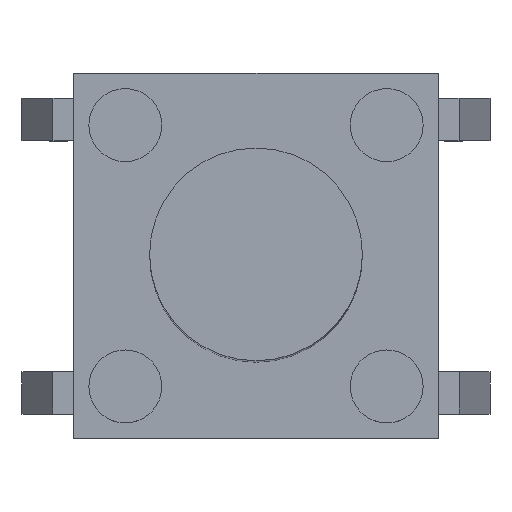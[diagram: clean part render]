
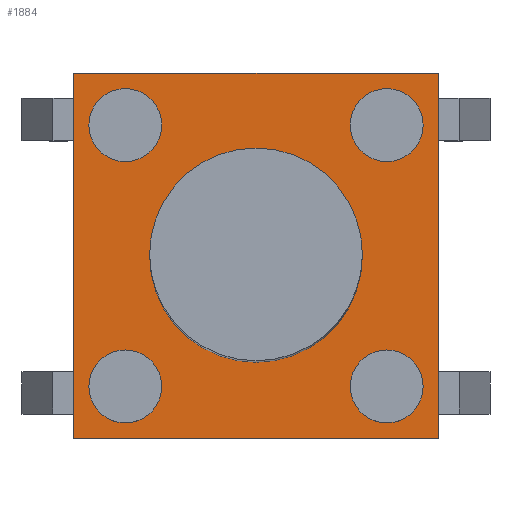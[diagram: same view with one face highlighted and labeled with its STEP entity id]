
A CAD part, top view. The second image highlights one B-rep face of the part: STEP entity #1884.
In plain terms, the highlighted face is planar.
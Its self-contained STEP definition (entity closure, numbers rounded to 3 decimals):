
#69 = AXIS2_PLACEMENT_3D ( 'NONE', #1587, #2328, #2227 ) ;
#113 = CIRCLE ( 'NONE', #69, 1.75 ) ;
#119 = AXIS2_PLACEMENT_3D ( 'NONE', #2003, #858, #2169 ) ;
#132 = CARTESIAN_POINT ( 'NONE',  ( -2.15, 3.4, -2.15 ) ) ;
#154 = DIRECTION ( 'NONE',  ( 0., 0., -1. ) ) ;
#155 = DIRECTION ( 'NONE',  ( 0., 1., 0. ) ) ;
#163 = VERTEX_POINT ( 'NONE', #1957 ) ;
#170 = DIRECTION ( 'NONE',  ( -1., 0., 0. ) ) ;
#179 = EDGE_CURVE ( 'NONE', #1592, #309, #448, .T. ) ;
#209 = EDGE_LOOP ( 'NONE', ( #1717, #731 ) ) ;
#216 = CARTESIAN_POINT ( 'NONE',  ( -1.75, 3.4, 0. ) ) ;
#252 = CARTESIAN_POINT ( 'NONE',  ( -3., 3.4, -3. ) ) ;
#256 = CARTESIAN_POINT ( 'NONE',  ( -1.55, 3.4, -2.15 ) ) ;
#278 = CARTESIAN_POINT ( 'NONE',  ( -2.15, 3.4, 2.15 ) ) ;
#309 = VERTEX_POINT ( 'NONE', #2392 ) ;
#316 = CIRCLE ( 'NONE', #963, 0.6 ) ;
#333 = EDGE_CURVE ( 'NONE', #1113, #1391, #2284, .T. ) ;
#334 = EDGE_LOOP ( 'NONE', ( #667, #2112 ) ) ;
#351 = LINE ( 'NONE', #1863, #2186 ) ;
#417 = DIRECTION ( 'NONE',  ( 0., 1., 0. ) ) ;
#447 = ORIENTED_EDGE ( 'NONE', *, *, #2412, .F. ) ;
#448 = CIRCLE ( 'NONE', #1705, 0.6 ) ;
#453 = EDGE_CURVE ( 'NONE', #163, #1553, #2039, .T. ) ;
#471 = VECTOR ( 'NONE', #2326, 1000. ) ;
#502 = CARTESIAN_POINT ( 'NONE',  ( 2.75, 3.4, -2.15 ) ) ;
#515 = EDGE_CURVE ( 'NONE', #1253, #1306, #1501, .T. ) ;
#572 = CARTESIAN_POINT ( 'NONE',  ( 0., 3.4, 0. ) ) ;
#630 = EDGE_CURVE ( 'NONE', #309, #1592, #660, .T. ) ;
#637 = ORIENTED_EDGE ( 'NONE', *, *, #1090, .F. ) ;
#660 = CIRCLE ( 'NONE', #2060, 0.6 ) ;
#667 = ORIENTED_EDGE ( 'NONE', *, *, #630, .F. ) ;
#679 = FACE_BOUND ( 'NONE', #209, .T. ) ;
#688 = VERTEX_POINT ( 'NONE', #252 ) ;
#731 = ORIENTED_EDGE ( 'NONE', *, *, #1298, .F. ) ;
#774 = AXIS2_PLACEMENT_3D ( 'NONE', #572, #1699, #170 ) ;
#825 = DIRECTION ( 'NONE',  ( 0., 1., 0. ) ) ;
#827 = VERTEX_POINT ( 'NONE', #1541 ) ;
#840 = ORIENTED_EDGE ( 'NONE', *, *, #1250, .F. ) ;
#848 = DIRECTION ( 'NONE',  ( 0., 0., -1. ) ) ;
#858 = DIRECTION ( 'NONE',  ( 0., 1., 0. ) ) ;
#861 = FACE_BOUND ( 'NONE', #2199, .T. ) ;
#872 = FACE_BOUND ( 'NONE', #1280, .T. ) ;
#910 = CARTESIAN_POINT ( 'NONE',  ( 3., 3.4, 3. ) ) ;
#935 = CARTESIAN_POINT ( 'NONE',  ( 1.55, 3.4, -2.15 ) ) ;
#960 = CARTESIAN_POINT ( 'NONE',  ( 3., 3.4, 3. ) ) ;
#963 = AXIS2_PLACEMENT_3D ( 'NONE', #1902, #1289, #2244 ) ;
#1001 = DIRECTION ( 'NONE',  ( 0., 1., 0. ) ) ;
#1012 = CARTESIAN_POINT ( 'NONE',  ( 2.15, 3.4, -2.15 ) ) ;
#1032 = CARTESIAN_POINT ( 'NONE',  ( 2.15, 3.4, 2.15 ) ) ;
#1060 = CARTESIAN_POINT ( 'NONE',  ( 1.75, 3.4, 0. ) ) ;
#1090 = EDGE_CURVE ( 'NONE', #1553, #688, #351, .T. ) ;
#1091 = DIRECTION ( 'NONE',  ( 1., 0., 0. ) ) ;
#1098 = ORIENTED_EDGE ( 'NONE', *, *, #2006, .F. ) ;
#1113 = VERTEX_POINT ( 'NONE', #216 ) ;
#1169 = EDGE_CURVE ( 'NONE', #1815, #2095, #2150, .T. ) ;
#1178 = VECTOR ( 'NONE', #1657, 1000. ) ;
#1192 = EDGE_CURVE ( 'NONE', #1396, #688, #2302, .T. ) ;
#1203 = CIRCLE ( 'NONE', #119, 0.6 ) ;
#1204 = ORIENTED_EDGE ( 'NONE', *, *, #2296, .F. ) ;
#1225 = CARTESIAN_POINT ( 'NONE',  ( 2.15, 3.4, 2.15 ) ) ;
#1235 = VECTOR ( 'NONE', #154, 1000. ) ;
#1239 = PLANE ( 'NONE',  #1648 ) ;
#1242 = AXIS2_PLACEMENT_3D ( 'NONE', #132, #155, #1287 ) ;
#1250 = EDGE_CURVE ( 'NONE', #827, #1385, #1802, .T. ) ;
#1253 = VERTEX_POINT ( 'NONE', #256 ) ;
#1280 = EDGE_LOOP ( 'NONE', ( #2350, #447 ) ) ;
#1286 = CARTESIAN_POINT ( 'NONE',  ( -2.75, 3.4, -2.15 ) ) ;
#1287 = DIRECTION ( 'NONE',  ( 1., 0., 0. ) ) ;
#1289 = DIRECTION ( 'NONE',  ( 0., 1., 0. ) ) ;
#1298 = EDGE_CURVE ( 'NONE', #1391, #1113, #113, .T. ) ;
#1306 = VERTEX_POINT ( 'NONE', #1286 ) ;
#1327 = DIRECTION ( 'NONE',  ( 0., 0., -1. ) ) ;
#1385 = VERTEX_POINT ( 'NONE', #2065 ) ;
#1391 = VERTEX_POINT ( 'NONE', #1060 ) ;
#1393 = FACE_BOUND ( 'NONE', #2146, .T. ) ;
#1396 = VERTEX_POINT ( 'NONE', #1470 ) ;
#1410 = EDGE_CURVE ( 'NONE', #163, #1396, #1697, .T. ) ;
#1412 = ORIENTED_EDGE ( 'NONE', *, *, #1169, .F. ) ;
#1422 = FACE_BOUND ( 'NONE', #334, .T. ) ;
#1445 = DIRECTION ( 'NONE',  ( 0., -1., 0. ) ) ;
#1454 = CARTESIAN_POINT ( 'NONE',  ( -2.15, 3.4, -2.15 ) ) ;
#1470 = CARTESIAN_POINT ( 'NONE',  ( 3., 3.4, -3. ) ) ;
#1479 = DIRECTION ( 'NONE',  ( 0., 1., 0. ) ) ;
#1501 = CIRCLE ( 'NONE', #1945, 0.6 ) ;
#1513 = ORIENTED_EDGE ( 'NONE', *, *, #1192, .T. ) ;
#1541 = CARTESIAN_POINT ( 'NONE',  ( -1.55, 3.4, 2.15 ) ) ;
#1553 = VERTEX_POINT ( 'NONE', #2276 ) ;
#1559 = DIRECTION ( 'NONE',  ( 1., 0., 0. ) ) ;
#1581 = EDGE_LOOP ( 'NONE', ( #1513, #637, #1996, #2274 ) ) ;
#1587 = CARTESIAN_POINT ( 'NONE',  ( 0., 3.4, 0. ) ) ;
#1592 = VERTEX_POINT ( 'NONE', #1595 ) ;
#1595 = CARTESIAN_POINT ( 'NONE',  ( 1.55, 3.4, 2.15 ) ) ;
#1614 = CIRCLE ( 'NONE', #1242, 0.6 ) ;
#1648 = AXIS2_PLACEMENT_3D ( 'NONE', #2162, #1445, #848 ) ;
#1657 = DIRECTION ( 'NONE',  ( -1., 0., 0. ) ) ;
#1697 = LINE ( 'NONE', #960, #1235 ) ;
#1699 = DIRECTION ( 'NONE',  ( 0., 1., 0. ) ) ;
#1705 = AXIS2_PLACEMENT_3D ( 'NONE', #1225, #825, #1991 ) ;
#1717 = ORIENTED_EDGE ( 'NONE', *, *, #333, .F. ) ;
#1802 = CIRCLE ( 'NONE', #1804, 0.6 ) ;
#1804 = AXIS2_PLACEMENT_3D ( 'NONE', #278, #1001, #1979 ) ;
#1815 = VERTEX_POINT ( 'NONE', #935 ) ;
#1825 = FACE_OUTER_BOUND ( 'NONE', #1581, .T. ) ;
#1863 = CARTESIAN_POINT ( 'NONE',  ( -3., 3.4, 3. ) ) ;
#1884 = ADVANCED_FACE ( 'NONE', ( #1393, #861, #679, #1422, #872, #1825 ), #1239, .F. ) ;
#1902 = CARTESIAN_POINT ( 'NONE',  ( -2.15, 3.4, 2.15 ) ) ;
#1945 = AXIS2_PLACEMENT_3D ( 'NONE', #1454, #1479, #1091 ) ;
#1954 = CARTESIAN_POINT ( 'NONE',  ( 3., 3.4, -3. ) ) ;
#1957 = CARTESIAN_POINT ( 'NONE',  ( 3., 3.4, 3. ) ) ;
#1979 = DIRECTION ( 'NONE',  ( 1., 0., 0. ) ) ;
#1991 = DIRECTION ( 'NONE',  ( 1., 0., 0. ) ) ;
#1996 = ORIENTED_EDGE ( 'NONE', *, *, #453, .F. ) ;
#2003 = CARTESIAN_POINT ( 'NONE',  ( 2.15, 3.4, -2.15 ) ) ;
#2006 = EDGE_CURVE ( 'NONE', #1385, #827, #316, .T. ) ;
#2012 = DIRECTION ( 'NONE',  ( 1., 0., 0. ) ) ;
#2039 = LINE ( 'NONE', #910, #1178 ) ;
#2060 = AXIS2_PLACEMENT_3D ( 'NONE', #1032, #2336, #2012 ) ;
#2065 = CARTESIAN_POINT ( 'NONE',  ( -2.75, 3.4, 2.15 ) ) ;
#2095 = VERTEX_POINT ( 'NONE', #502 ) ;
#2112 = ORIENTED_EDGE ( 'NONE', *, *, #179, .F. ) ;
#2146 = EDGE_LOOP ( 'NONE', ( #1204, #1412 ) ) ;
#2150 = CIRCLE ( 'NONE', #2461, 0.6 ) ;
#2162 = CARTESIAN_POINT ( 'NONE',  ( -3., 3.4, 3. ) ) ;
#2169 = DIRECTION ( 'NONE',  ( 1., 0., 0. ) ) ;
#2186 = VECTOR ( 'NONE', #1327, 1000. ) ;
#2199 = EDGE_LOOP ( 'NONE', ( #840, #1098 ) ) ;
#2227 = DIRECTION ( 'NONE',  ( -1., 0., 0. ) ) ;
#2244 = DIRECTION ( 'NONE',  ( 1., 0., 0. ) ) ;
#2274 = ORIENTED_EDGE ( 'NONE', *, *, #1410, .T. ) ;
#2276 = CARTESIAN_POINT ( 'NONE',  ( -3., 3.4, 3. ) ) ;
#2284 = CIRCLE ( 'NONE', #774, 1.75 ) ;
#2296 = EDGE_CURVE ( 'NONE', #2095, #1815, #1203, .T. ) ;
#2302 = LINE ( 'NONE', #1954, #471 ) ;
#2326 = DIRECTION ( 'NONE',  ( -1., 0., 0. ) ) ;
#2328 = DIRECTION ( 'NONE',  ( 0., 1., 0. ) ) ;
#2336 = DIRECTION ( 'NONE',  ( 0., 1., 0. ) ) ;
#2350 = ORIENTED_EDGE ( 'NONE', *, *, #515, .F. ) ;
#2392 = CARTESIAN_POINT ( 'NONE',  ( 2.75, 3.4, 2.15 ) ) ;
#2412 = EDGE_CURVE ( 'NONE', #1306, #1253, #1614, .T. ) ;
#2461 = AXIS2_PLACEMENT_3D ( 'NONE', #1012, #417, #1559 ) ;
